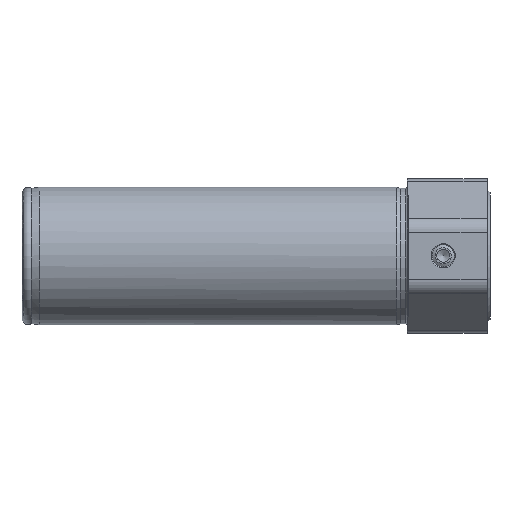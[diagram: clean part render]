
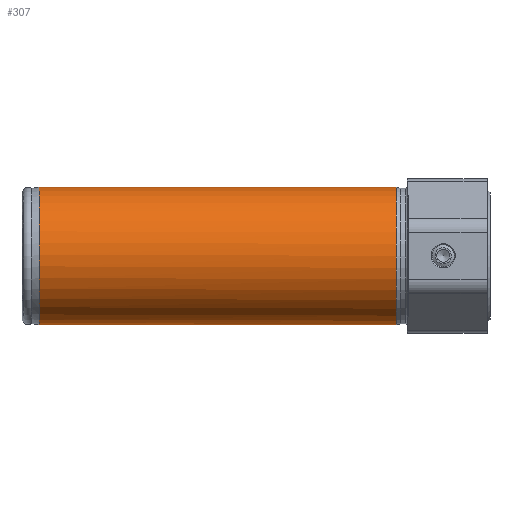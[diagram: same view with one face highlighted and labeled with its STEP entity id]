
A CAD part, top view. The second image highlights one B-rep face of the part: STEP entity #307.
In plain terms, the highlighted cylindrical face has radius 12.5 mm (diameter 25 mm), a full revolution.
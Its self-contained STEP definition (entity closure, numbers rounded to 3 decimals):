
#73=CARTESIAN_POINT('',(65.,-4.899,-11.5));
#74=VERTEX_POINT('',#73);
#75=CARTESIAN_POINT('',(65.,4.899,-11.5));
#76=VERTEX_POINT('',#75);
#77=CARTESIAN_POINT('',(53.5,0.0,0.0));
#78=DIRECTION('',(0.707,0.0,0.707));
#79=DIRECTION('',(-0.707,0.0,0.707));
#80=AXIS2_PLACEMENT_3D('',#77,#78,#79);
#81=ELLIPSE('',#80,17.678,12.5);
#82=EDGE_CURVE('',#74,#76,#81,.T.);
#98=CARTESIAN_POINT('',(3.089,-4.899,-11.5));
#99=VERTEX_POINT('',#98);
#100=CARTESIAN_POINT('',(3.089,-4.899,-11.5));
#101=DIRECTION('',(1.0,0.0,0.0));
#102=VECTOR('',#101,61.911);
#103=LINE('',#100,#102);
#104=EDGE_CURVE('',#99,#74,#103,.T.);
#175=CARTESIAN_POINT('',(3.089,4.899,-11.5));
#176=VERTEX_POINT('',#175);
#190=CARTESIAN_POINT('',(65.,4.899,-11.5));
#191=DIRECTION('',(-1.0,0.0,0.0));
#192=VECTOR('',#191,61.911);
#193=LINE('',#190,#192);
#194=EDGE_CURVE('',#76,#176,#193,.T.);
#279=CARTESIAN_POINT('',(35.545,0.0,0.0));
#280=DIRECTION('',(1.0,0.0,0.0));
#281=DIRECTION('',(0.0,1.0,0.0));
#282=AXIS2_PLACEMENT_3D('',#279,#280,#281);
#283=CYLINDRICAL_SURFACE('',#282,12.5);
#284=ORIENTED_EDGE('',*,*,#104,.T.);
#285=ORIENTED_EDGE('',*,*,#82,.T.);
#286=ORIENTED_EDGE('',*,*,#194,.T.);
#287=CARTESIAN_POINT('',(3.089,0.0,0.0));
#288=DIRECTION('',(1.0,0.0,0.0));
#289=DIRECTION('',(0.0,1.0,0.0));
#290=AXIS2_PLACEMENT_3D('',#287,#288,#289);
#291=CIRCLE('',#290,12.5);
#292=EDGE_CURVE('',#176,#99,#291,.T.);
#293=ORIENTED_EDGE('',*,*,#292,.T.);
#294=EDGE_LOOP('',(#284,#285,#286,#293));
#295=FACE_OUTER_BOUND('',#294,.T.);
#296=CARTESIAN_POINT('',(68.,12.5,0.0));
#297=VERTEX_POINT('',#296);
#298=CARTESIAN_POINT('',(68.,0.0,0.0));
#299=DIRECTION('',(1.0,0.0,0.0));
#300=DIRECTION('',(0.0,1.0,0.0));
#301=AXIS2_PLACEMENT_3D('',#298,#299,#300);
#302=CIRCLE('',#301,12.5);
#303=EDGE_CURVE('',#297,#297,#302,.T.);
#304=ORIENTED_EDGE('',*,*,#303,.F.);
#305=EDGE_LOOP('',(#304));
#306=FACE_BOUND('',#305,.T.);
#307=ADVANCED_FACE('',(#295,#306),#283,.T.);
